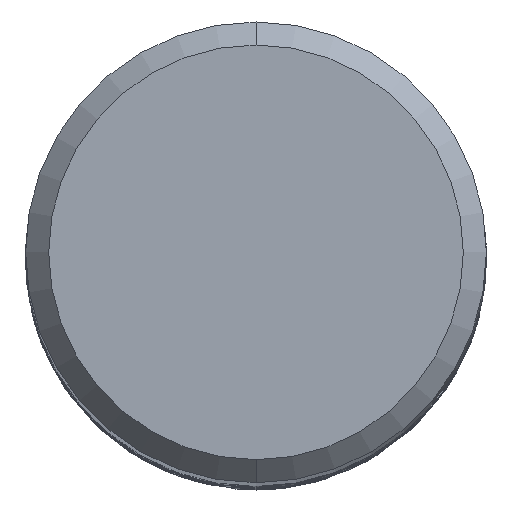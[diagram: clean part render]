
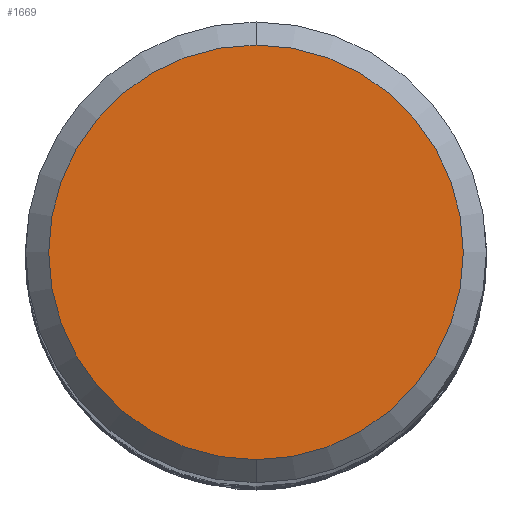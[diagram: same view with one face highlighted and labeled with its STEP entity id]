
A CAD part, top view. The second image highlights one B-rep face of the part: STEP entity #1669.
In plain terms, the highlighted planar face has unit normal (0, 0, 1).
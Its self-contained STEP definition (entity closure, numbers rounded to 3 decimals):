
#1055=EDGE_CURVE('',#1369,#1165,#2346,.T.);
#1165=VERTEX_POINT('',#2460);
#1193=EDGE_CURVE('',#1165,#1369,#2494,.T.);
#1369=VERTEX_POINT('',#2688);
#1669=ADVANCED_FACE('',(#3015),#3016,.T.);
#2346=CIRCLE('',#8697,5.4);
#2460=CARTESIAN_POINT('',(0.0,5.4,0.0));
#2494=CIRCLE('',#10367,5.4);
#2688=CARTESIAN_POINT('',(0.,-5.4,0.0));
#3015=FACE_OUTER_BOUND('',#15873,.T.);
#3016=PLANE('',#15874);
#8697=AXIS2_PLACEMENT_3D('',#18721,#18722,#18723);
#10367=AXIS2_PLACEMENT_3D('',#18836,#18837,#18838);
#15873=EDGE_LOOP('',(#19415,#19416));
#15874=AXIS2_PLACEMENT_3D('',#19417,#19418,#19419);
#18721=CARTESIAN_POINT('',(0.0,0.0,0.0));
#18722=DIRECTION('',(0.0,0.0,-1.0));
#18723=DIRECTION('',(0.0,1.0,0.0));
#18836=CARTESIAN_POINT('',(0.0,0.0,0.0));
#18837=DIRECTION('',(0.0,0.0,-1.0));
#18838=DIRECTION('',(0.0,1.0,0.0));
#19415=ORIENTED_EDGE('',*,*,#1193,.F.);
#19416=ORIENTED_EDGE('',*,*,#1055,.F.);
#19417=CARTESIAN_POINT('',(0.0,2.7,0.0));
#19418=DIRECTION('',(-0.0,0.0,1.0));
#19419=DIRECTION('',(0.0,-1.0,0.0));
